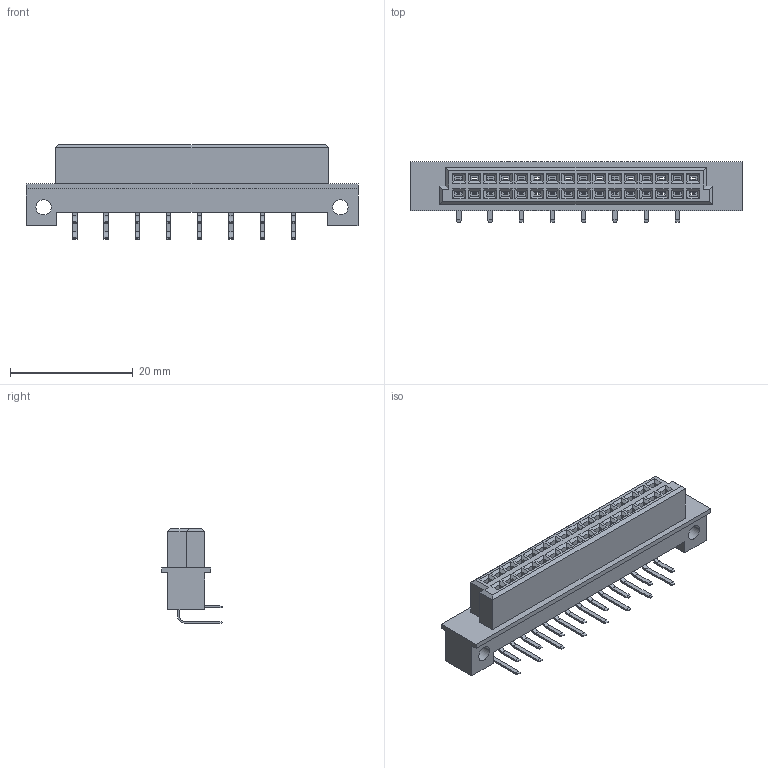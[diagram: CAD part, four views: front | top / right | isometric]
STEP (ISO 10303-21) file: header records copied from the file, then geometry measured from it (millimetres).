
FILE_DESCRIPTION (( 'STEP AP203' ), '1' );
FILE_NAME ('462-016-660-222.STEP', '2019-11-11T15:24:42', ( '' ), ( '' ), 'SwSTEP 2.0', 'SolidWorks 2020', '' );
FILE_SCHEMA (( 'CONFIG_CONTROL_DESIGN' ));
Length unit declared in the file: millimetre
Products named in the file (4): 462-290-2; 462 Part_32; 462-290-1; 462-016-660-222
Assembly tree (17 placements, depth 2):
  462-016-660-222
    462 Part_32
    462-290-1  x8
    462-290-2  x8
Bounding box: 54 x 9.9 x 15.43 mm (x, y, z)
Volume: 3078.9 mm3; surface area: 3702.7 mm2
Topology: 17 solids, 17 shells, 675 faces, 1624 edges, 1016 vertices
Faces by surface type: plane 639, cylinder 36
Entity records: 14632 total; most frequent: CARTESIAN_POINT 2411, ORIENTED_EDGE 2352, DIRECTION 2190, EDGE_CURVE 1176, VECTOR 1160, LINE 1160, VERTEX_POINT 736, EDGE_LOOP 580
